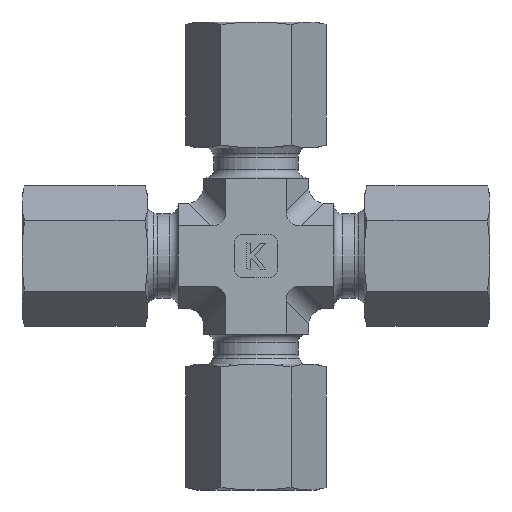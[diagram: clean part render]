
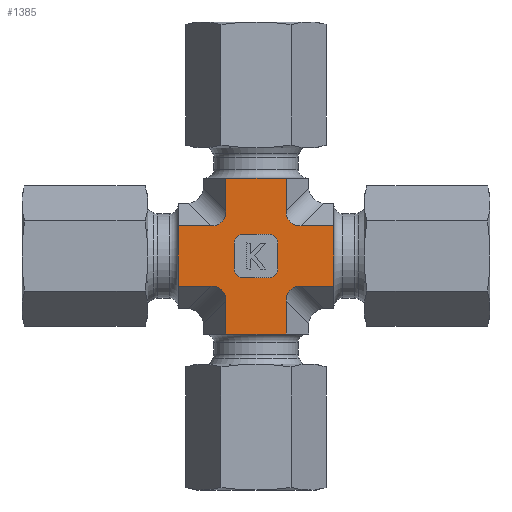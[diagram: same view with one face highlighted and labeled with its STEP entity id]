
A CAD part, left-side view. The second image highlights one B-rep face of the part: STEP entity #1385.
In plain terms, the highlighted planar face has unit normal (-1, 0, 0).
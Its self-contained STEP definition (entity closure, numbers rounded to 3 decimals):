
#803=CARTESIAN_POINT('',(-25.685,13.008,2.0));
#804=VERTEX_POINT('',#803);
#805=CARTESIAN_POINT('',(-25.685,6.08,2.));
#806=VERTEX_POINT('',#805);
#807=CARTESIAN_POINT('',(-25.685,13.008,2.0));
#808=DIRECTION('',(0.0,-1.0,0.0));
#809=VECTOR('',#808,6.928);
#810=LINE('',#807,#809);
#811=EDGE_CURVE('',#804,#806,#810,.T.);
#878=CARTESIAN_POINT('',(-25.685,18.544,14.464));
#879=VERTEX_POINT('',#878);
#880=CARTESIAN_POINT('',(-25.685,18.544,7.536));
#881=VERTEX_POINT('',#880);
#882=CARTESIAN_POINT('',(-25.685,18.544,14.464));
#883=DIRECTION('',(0.0,0.0,-1.0));
#884=VECTOR('',#883,6.928);
#885=LINE('',#882,#884);
#886=EDGE_CURVE('',#879,#881,#885,.T.);
#953=CARTESIAN_POINT('',(-25.685,6.08,20.0));
#954=VERTEX_POINT('',#953);
#955=CARTESIAN_POINT('',(-25.685,13.008,20.0));
#956=VERTEX_POINT('',#955);
#957=CARTESIAN_POINT('',(-25.685,6.08,20.0));
#958=DIRECTION('',(0.0,1.0,0.0));
#959=VECTOR('',#958,6.928);
#960=LINE('',#957,#959);
#961=EDGE_CURVE('',#954,#956,#960,.T.);
#1046=CARTESIAN_POINT('',(-25.685,6.08,5.804));
#1047=VERTEX_POINT('',#1046);
#1054=CARTESIAN_POINT('',(-25.685,6.08,2.));
#1055=DIRECTION('',(0.0,0.0,1.0));
#1056=VECTOR('',#1055,3.804);
#1057=LINE('',#1054,#1056);
#1058=EDGE_CURVE('',#806,#1047,#1057,.T.);
#1143=CARTESIAN_POINT('',(-25.685,14.74,7.536));
#1144=VERTEX_POINT('',#1143);
#1151=CARTESIAN_POINT('',(-25.685,14.74,7.536));
#1152=DIRECTION('',(0.0,1.0,0.0));
#1153=VECTOR('',#1152,3.804);
#1154=LINE('',#1151,#1153);
#1155=EDGE_CURVE('',#1144,#881,#1154,.T.);
#1217=CARTESIAN_POINT('',(-25.685,6.08,0.0));
#1218=DIRECTION('',(-1.0,0.0,0.0));
#1219=DIRECTION('',(0.0,0.0,1.0));
#1220=AXIS2_PLACEMENT_3D('',#1217,#1218,#1219);
#1221=PLANE('',#1220);
#1222=ORIENTED_EDGE('',*,*,#811,.T.);
#1223=ORIENTED_EDGE('',*,*,#1058,.T.);
#1224=CARTESIAN_POINT('',(-25.685,4.348,7.536));
#1225=VERTEX_POINT('',#1224);
#1226=CARTESIAN_POINT('',(-25.685,3.77,5.226));
#1227=DIRECTION('',(-1.0,0.,0.));
#1228=DIRECTION('',(0.,0.707,0.707));
#1229=AXIS2_PLACEMENT_3D('',#1226,#1227,#1228);
#1230=ELLIPSE('',#1229,2.582,2.0);
#1231=EDGE_CURVE('',#1225,#1047,#1230,.T.);
#1232=ORIENTED_EDGE('',*,*,#1231,.F.);
#1233=CARTESIAN_POINT('',(-25.685,0.544,7.536));
#1234=VERTEX_POINT('',#1233);
#1235=CARTESIAN_POINT('',(-25.685,0.544,7.536));
#1236=DIRECTION('',(0.0,1.0,0.0));
#1237=VECTOR('',#1236,3.804);
#1238=LINE('',#1235,#1237);
#1239=EDGE_CURVE('',#1234,#1225,#1238,.T.);
#1240=ORIENTED_EDGE('',*,*,#1239,.F.);
#1241=CARTESIAN_POINT('',(-25.685,0.544,14.464));
#1242=VERTEX_POINT('',#1241);
#1243=CARTESIAN_POINT('',(-25.685,0.544,7.536));
#1244=DIRECTION('',(0.0,0.0,1.0));
#1245=VECTOR('',#1244,6.928);
#1246=LINE('',#1243,#1245);
#1247=EDGE_CURVE('',#1234,#1242,#1246,.T.);
#1248=ORIENTED_EDGE('',*,*,#1247,.T.);
#1249=CARTESIAN_POINT('',(-25.685,4.348,14.464));
#1250=VERTEX_POINT('',#1249);
#1251=CARTESIAN_POINT('',(-25.685,0.544,14.464));
#1252=DIRECTION('',(0.0,1.0,0.0));
#1253=VECTOR('',#1252,3.804);
#1254=LINE('',#1251,#1253);
#1255=EDGE_CURVE('',#1242,#1250,#1254,.T.);
#1256=ORIENTED_EDGE('',*,*,#1255,.T.);
#1257=CARTESIAN_POINT('',(-25.685,6.08,16.196));
#1258=VERTEX_POINT('',#1257);
#1259=CARTESIAN_POINT('',(-25.685,3.77,16.774));
#1260=DIRECTION('',(-1.0,0.,0.));
#1261=DIRECTION('',(0.,0.707,-0.707));
#1262=AXIS2_PLACEMENT_3D('',#1259,#1260,#1261);
#1263=ELLIPSE('',#1262,2.582,2.0);
#1264=EDGE_CURVE('',#1258,#1250,#1263,.T.);
#1265=ORIENTED_EDGE('',*,*,#1264,.F.);
#1266=CARTESIAN_POINT('',(-25.685,6.08,20.0));
#1267=DIRECTION('',(0.0,0.0,-1.0));
#1268=VECTOR('',#1267,3.804);
#1269=LINE('',#1266,#1268);
#1270=EDGE_CURVE('',#954,#1258,#1269,.T.);
#1271=ORIENTED_EDGE('',*,*,#1270,.F.);
#1272=ORIENTED_EDGE('',*,*,#961,.T.);
#1273=CARTESIAN_POINT('',(-25.685,13.008,16.196));
#1274=VERTEX_POINT('',#1273);
#1275=CARTESIAN_POINT('',(-25.685,13.008,20.0));
#1276=DIRECTION('',(0.0,0.0,-1.0));
#1277=VECTOR('',#1276,3.804);
#1278=LINE('',#1275,#1277);
#1279=EDGE_CURVE('',#956,#1274,#1278,.T.);
#1280=ORIENTED_EDGE('',*,*,#1279,.T.);
#1281=CARTESIAN_POINT('',(-25.685,14.74,14.464));
#1282=VERTEX_POINT('',#1281);
#1283=CARTESIAN_POINT('',(-25.685,15.317,16.774));
#1284=DIRECTION('',(-1.0,0.,0.));
#1285=DIRECTION('',(0.,-0.707,-0.707));
#1286=AXIS2_PLACEMENT_3D('',#1283,#1284,#1285);
#1287=ELLIPSE('',#1286,2.582,2.0);
#1288=EDGE_CURVE('',#1282,#1274,#1287,.T.);
#1289=ORIENTED_EDGE('',*,*,#1288,.F.);
#1290=CARTESIAN_POINT('',(-25.685,18.544,14.464));
#1291=DIRECTION('',(0.0,-1.0,0.0));
#1292=VECTOR('',#1291,3.804);
#1293=LINE('',#1290,#1292);
#1294=EDGE_CURVE('',#879,#1282,#1293,.T.);
#1295=ORIENTED_EDGE('',*,*,#1294,.F.);
#1296=ORIENTED_EDGE('',*,*,#886,.T.);
#1297=ORIENTED_EDGE('',*,*,#1155,.F.);
#1298=CARTESIAN_POINT('',(-25.685,13.008,5.804));
#1299=VERTEX_POINT('',#1298);
#1300=CARTESIAN_POINT('',(-25.685,15.317,5.226));
#1301=DIRECTION('',(-1.0,0.,0.));
#1302=DIRECTION('',(0.,-0.707,0.707));
#1303=AXIS2_PLACEMENT_3D('',#1300,#1301,#1302);
#1304=ELLIPSE('',#1303,2.582,2.0);
#1305=EDGE_CURVE('',#1299,#1144,#1304,.T.);
#1306=ORIENTED_EDGE('',*,*,#1305,.F.);
#1307=CARTESIAN_POINT('',(-25.685,13.008,2.0));
#1308=DIRECTION('',(0.0,0.0,1.0));
#1309=VECTOR('',#1308,3.804);
#1310=LINE('',#1307,#1309);
#1311=EDGE_CURVE('',#804,#1299,#1310,.T.);
#1312=ORIENTED_EDGE('',*,*,#1311,.F.);
#1313=EDGE_LOOP('',(#1222,#1223,#1232,#1240,#1248,#1256,#1265,#1271,#1272,#1280,#1289,#1295,#1296,#1297,#1306,#1312));
#1314=FACE_OUTER_BOUND('',#1313,.T.);
#1315=CARTESIAN_POINT('',(-25.685,11.044,13.5));
#1316=VERTEX_POINT('',#1315);
#1317=CARTESIAN_POINT('',(-25.685,8.044,13.5));
#1318=VERTEX_POINT('',#1317);
#1319=CARTESIAN_POINT('',(-25.685,11.044,13.5));
#1320=DIRECTION('',(0.0,-1.0,0.0));
#1321=VECTOR('',#1320,3.);
#1322=LINE('',#1319,#1321);
#1323=EDGE_CURVE('',#1316,#1318,#1322,.T.);
#1324=ORIENTED_EDGE('',*,*,#1323,.T.);
#1325=CARTESIAN_POINT('',(-25.685,7.044,12.5));
#1326=VERTEX_POINT('',#1325);
#1327=CARTESIAN_POINT('',(-25.685,8.044,12.5));
#1328=DIRECTION('',(-1.0,0.0,0.0));
#1329=DIRECTION('',(0.0,-0.707,0.707));
#1330=AXIS2_PLACEMENT_3D('',#1327,#1328,#1329);
#1331=CIRCLE('',#1330,1.0);
#1332=EDGE_CURVE('',#1326,#1318,#1331,.T.);
#1333=ORIENTED_EDGE('',*,*,#1332,.F.);
#1334=CARTESIAN_POINT('',(-25.685,7.044,9.5));
#1335=VERTEX_POINT('',#1334);
#1336=CARTESIAN_POINT('',(-25.685,7.044,12.5));
#1337=DIRECTION('',(0.0,0.0,-1.0));
#1338=VECTOR('',#1337,3.);
#1339=LINE('',#1336,#1338);
#1340=EDGE_CURVE('',#1326,#1335,#1339,.T.);
#1341=ORIENTED_EDGE('',*,*,#1340,.T.);
#1342=CARTESIAN_POINT('',(-25.685,8.044,8.5));
#1343=VERTEX_POINT('',#1342);
#1344=CARTESIAN_POINT('',(-25.685,8.044,9.5));
#1345=DIRECTION('',(-1.0,0.0,0.0));
#1346=DIRECTION('',(0.0,-0.707,-0.707));
#1347=AXIS2_PLACEMENT_3D('',#1344,#1345,#1346);
#1348=CIRCLE('',#1347,1.0);
#1349=EDGE_CURVE('',#1343,#1335,#1348,.T.);
#1350=ORIENTED_EDGE('',*,*,#1349,.F.);
#1351=CARTESIAN_POINT('',(-25.685,11.044,8.5));
#1352=VERTEX_POINT('',#1351);
#1353=CARTESIAN_POINT('',(-25.685,8.044,8.5));
#1354=DIRECTION('',(0.0,1.0,0.0));
#1355=VECTOR('',#1354,3.);
#1356=LINE('',#1353,#1355);
#1357=EDGE_CURVE('',#1343,#1352,#1356,.T.);
#1358=ORIENTED_EDGE('',*,*,#1357,.T.);
#1359=CARTESIAN_POINT('',(-25.685,12.044,9.5));
#1360=VERTEX_POINT('',#1359);
#1361=CARTESIAN_POINT('',(-25.685,11.044,9.5));
#1362=DIRECTION('',(-1.0,0.0,0.0));
#1363=DIRECTION('',(0.0,0.707,-0.707));
#1364=AXIS2_PLACEMENT_3D('',#1361,#1362,#1363);
#1365=CIRCLE('',#1364,1.0);
#1366=EDGE_CURVE('',#1360,#1352,#1365,.T.);
#1367=ORIENTED_EDGE('',*,*,#1366,.F.);
#1368=CARTESIAN_POINT('',(-25.685,12.044,12.5));
#1369=VERTEX_POINT('',#1368);
#1370=CARTESIAN_POINT('',(-25.685,12.044,9.5));
#1371=DIRECTION('',(0.0,0.0,1.0));
#1372=VECTOR('',#1371,3.);
#1373=LINE('',#1370,#1372);
#1374=EDGE_CURVE('',#1360,#1369,#1373,.T.);
#1375=ORIENTED_EDGE('',*,*,#1374,.T.);
#1376=CARTESIAN_POINT('',(-25.685,11.044,12.5));
#1377=DIRECTION('',(-1.0,0.0,0.0));
#1378=DIRECTION('',(0.0,0.707,0.707));
#1379=AXIS2_PLACEMENT_3D('',#1376,#1377,#1378);
#1380=CIRCLE('',#1379,1.0);
#1381=EDGE_CURVE('',#1316,#1369,#1380,.T.);
#1382=ORIENTED_EDGE('',*,*,#1381,.F.);
#1383=EDGE_LOOP('',(#1324,#1333,#1341,#1350,#1358,#1367,#1375,#1382));
#1384=FACE_BOUND('',#1383,.T.);
#1385=ADVANCED_FACE('',(#1314,#1384),#1221,.T.);
